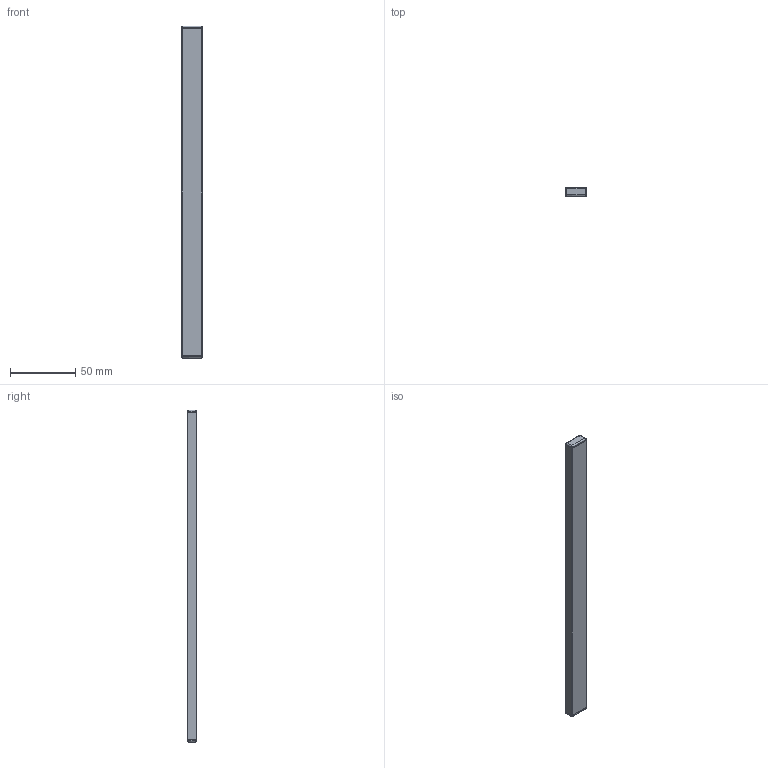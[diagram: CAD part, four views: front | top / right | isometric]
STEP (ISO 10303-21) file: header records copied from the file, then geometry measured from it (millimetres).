
FILE_DESCRIPTION((''),'2;1');
FILE_NAME('AL001_ASM','2020-08-22T',('Administrator'),(''),'PRO/ENGINEER BY PARAMETRIC TECHNOLOGY CORPORATION, 2011310','PRO/ENGINEER BY PARAMETRIC TECHNOLOGY CORPORATION, 2011310','');
FILE_SCHEMA(('AUTOMOTIVE_DESIGN_CC2 { 1 2 10303 214 -1 1 5 2 }'));
Length unit declared in the file: millimetre
Products named in the file (5): AL001_DIFFUSE; AL001_BASE; AL001_ENDCAP_0; AL001_ENDCAP_1; AL001_ASM
Assembly tree (4 placements, depth 2):
  AL001_ASM
    AL001_DIFFUSE
    AL001_BASE
    AL001_ENDCAP_0
    AL001_ENDCAP_1
Bounding box: 15.8 x 6.8 x 254.1 mm (x, y, z)
Volume: 13148.8 mm3; surface area: 48940.4 mm2
Topology: 4 solids, 8 shells, 177 faces, 527 edges, 360 vertices
Faces by surface type: plane 101, cylinder 68, bspline 8
Entity records: 9396 total; most frequent: CARTESIAN_POINT 2527, DIRECTION 1015, ORIENTED_EDGE 962, PRESENTATION_STYLE_ASSIGNMENT 575, STYLED_ITEM 535, CURVE_STYLE 527, EDGE_CURVE 527, VECTOR 363
